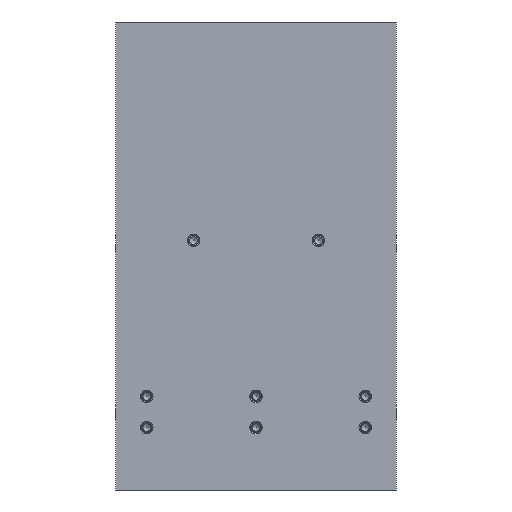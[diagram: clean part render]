
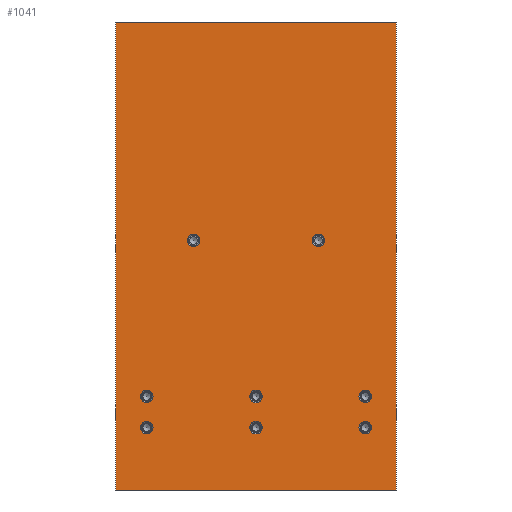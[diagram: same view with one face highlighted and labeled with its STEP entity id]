
A CAD part, front view. The second image highlights one B-rep face of the part: STEP entity #1041.
In plain terms, the highlighted planar face has unit normal (0, -1, 0).
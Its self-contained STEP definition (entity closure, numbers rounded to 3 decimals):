
#550=FACE_BOUND('',#1406,.T.);
#551=FACE_BOUND('',#1407,.T.);
#552=FACE_BOUND('',#1408,.T.);
#553=FACE_BOUND('',#1409,.T.);
#554=FACE_BOUND('',#1410,.T.);
#555=FACE_BOUND('',#1411,.T.);
#556=FACE_BOUND('',#1412,.T.);
#557=FACE_BOUND('',#1413,.T.);
#558=FACE_BOUND('',#1414,.T.);
#1041=ADVANCED_FACE('',(#550,#551,#552,#553,#554,#555,#556,#557,#558),#1286,
 .T.);
#1286=PLANE('',#3777);
#1406=EDGE_LOOP('',(#1911));
#1407=EDGE_LOOP('',(#1912));
#1408=EDGE_LOOP('',(#1913));
#1409=EDGE_LOOP('',(#1914));
#1410=EDGE_LOOP('',(#1915));
#1411=EDGE_LOOP('',(#1916));
#1412=EDGE_LOOP('',(#1917));
#1413=EDGE_LOOP('',(#1918));
#1414=EDGE_LOOP('',(#1919,#1920,#1921,#1922));
#1911=ORIENTED_EDGE('',*,*,#2819,.T.);
#1912=ORIENTED_EDGE('',*,*,#2820,.T.);
#1913=ORIENTED_EDGE('',*,*,#2821,.T.);
#1914=ORIENTED_EDGE('',*,*,#2822,.T.);
#1915=ORIENTED_EDGE('',*,*,#2823,.T.);
#1916=ORIENTED_EDGE('',*,*,#2824,.T.);
#1917=ORIENTED_EDGE('',*,*,#2825,.T.);
#1918=ORIENTED_EDGE('',*,*,#2826,.T.);
#1919=ORIENTED_EDGE('',*,*,#2827,.T.);
#1920=ORIENTED_EDGE('',*,*,#2815,.T.);
#1921=ORIENTED_EDGE('',*,*,#2828,.F.);
#1922=ORIENTED_EDGE('',*,*,#2829,.T.);
#2519=VERTEX_POINT('',#5502);
#2520=VERTEX_POINT('',#5503);
#2523=VERTEX_POINT('',#5511);
#2524=VERTEX_POINT('',#5513);
#2525=VERTEX_POINT('',#5515);
#2526=VERTEX_POINT('',#5517);
#2527=VERTEX_POINT('',#5519);
#2528=VERTEX_POINT('',#5521);
#2529=VERTEX_POINT('',#5523);
#2530=VERTEX_POINT('',#5525);
#2531=VERTEX_POINT('',#5527);
#2532=VERTEX_POINT('',#5529);
#2815=EDGE_CURVE('',#2519,#2520,#3121,.T.);
#2819=EDGE_CURVE('',#2523,#2523,#3355,.T.);
#2820=EDGE_CURVE('',#2524,#2524,#3356,.T.);
#2821=EDGE_CURVE('',#2525,#2525,#3357,.T.);
#2822=EDGE_CURVE('',#2526,#2526,#3358,.T.);
#2823=EDGE_CURVE('',#2527,#2527,#3359,.T.);
#2824=EDGE_CURVE('',#2528,#2528,#3360,.T.);
#2825=EDGE_CURVE('',#2529,#2529,#3361,.T.);
#2826=EDGE_CURVE('',#2530,#2530,#3362,.T.);
#2827=EDGE_CURVE('',#2531,#2519,#3125,.T.);
#2828=EDGE_CURVE('',#2532,#2520,#3126,.T.);
#2829=EDGE_CURVE('',#2532,#2531,#3127,.T.);
#3121=LINE('',#5501,#3185);
#3125=LINE('',#5526,#3189);
#3126=LINE('',#5528,#3190);
#3127=LINE('',#5530,#3191);
#3185=VECTOR('',#4341,1.);
#3189=VECTOR('',#4363,1.);
#3190=VECTOR('',#4364,1.);
#3191=VECTOR('',#4365,1.);
#3355=CIRCLE('',#3769,2.);
#3356=CIRCLE('',#3770,2.);
#3357=CIRCLE('',#3771,2.);
#3358=CIRCLE('',#3772,2.);
#3359=CIRCLE('',#3773,2.);
#3360=CIRCLE('',#3774,2.);
#3361=CIRCLE('',#3775,2.);
#3362=CIRCLE('',#3776,2.);
#3769=AXIS2_PLACEMENT_3D('',#5510,#4347,#4348);
#3770=AXIS2_PLACEMENT_3D('',#5512,#4349,#4350);
#3771=AXIS2_PLACEMENT_3D('',#5514,#4351,#4352);
#3772=AXIS2_PLACEMENT_3D('',#5516,#4353,#4354);
#3773=AXIS2_PLACEMENT_3D('',#5518,#4355,#4356);
#3774=AXIS2_PLACEMENT_3D('',#5520,#4357,#4358);
#3775=AXIS2_PLACEMENT_3D('',#5522,#4359,#4360);
#3776=AXIS2_PLACEMENT_3D('',#5524,#4361,#4362);
#3777=AXIS2_PLACEMENT_3D('',#5531,#4366,#4367);
#4341=DIRECTION('',(-1.,0.,0.));
#4347=DIRECTION('',(0.,1.,0.));
#4348=DIRECTION('',(0.,0.,-1.));
#4349=DIRECTION('',(0.,1.,0.));
#4350=DIRECTION('',(0.,0.,-1.));
#4351=DIRECTION('',(0.,1.,0.));
#4352=DIRECTION('',(0.,0.,-1.));
#4353=DIRECTION('',(0.,1.,0.));
#4354=DIRECTION('',(0.,0.,-1.));
#4355=DIRECTION('',(0.,1.,0.));
#4356=DIRECTION('',(0.,0.,-1.));
#4357=DIRECTION('',(0.,1.,0.));
#4358=DIRECTION('',(0.,0.,-1.));
#4359=DIRECTION('',(0.,1.,0.));
#4360=DIRECTION('',(0.,0.,-1.));
#4361=DIRECTION('',(0.,1.,0.));
#4362=DIRECTION('',(0.,0.,-1.));
#4363=DIRECTION('',(0.,0.,1.));
#4364=DIRECTION('',(0.,0.,1.));
#4365=DIRECTION('',(1.,0.,0.));
#4366=DIRECTION('',(0.,-1.,0.));
#4367=DIRECTION('',(0.,0.,-1.));
#5501=CARTESIAN_POINT('',(45.,0.,150.));
#5502=CARTESIAN_POINT('',(90.,0.,150.));
#5503=CARTESIAN_POINT('',(0.,0.,150.));
#5510=CARTESIAN_POINT('',(45.,0.,30.));
#5511=CARTESIAN_POINT('',(45.,0.,28.));
#5512=CARTESIAN_POINT('',(45.,0.,20.));
#5513=CARTESIAN_POINT('',(45.,0.,18.));
#5514=CARTESIAN_POINT('',(10.,0.,30.));
#5515=CARTESIAN_POINT('',(10.,0.,28.));
#5516=CARTESIAN_POINT('',(10.,0.,20.));
#5517=CARTESIAN_POINT('',(10.,0.,18.));
#5518=CARTESIAN_POINT('',(65.,0.,80.));
#5519=CARTESIAN_POINT('',(65.,0.,78.));
#5520=CARTESIAN_POINT('',(80.,0.,30.));
#5521=CARTESIAN_POINT('',(80.,0.,28.));
#5522=CARTESIAN_POINT('',(80.,0.,20.));
#5523=CARTESIAN_POINT('',(80.,0.,18.));
#5524=CARTESIAN_POINT('',(25.,0.,80.));
#5525=CARTESIAN_POINT('',(25.,0.,78.));
#5526=CARTESIAN_POINT('',(90.,0.,0.));
#5527=CARTESIAN_POINT('',(90.,0.,0.));
#5528=CARTESIAN_POINT('',(0.,0.,0.));
#5529=CARTESIAN_POINT('',(0.,0.,0.));
#5530=CARTESIAN_POINT('',(45.,0.,0.));
#5531=CARTESIAN_POINT('',(45.,0.,0.));
